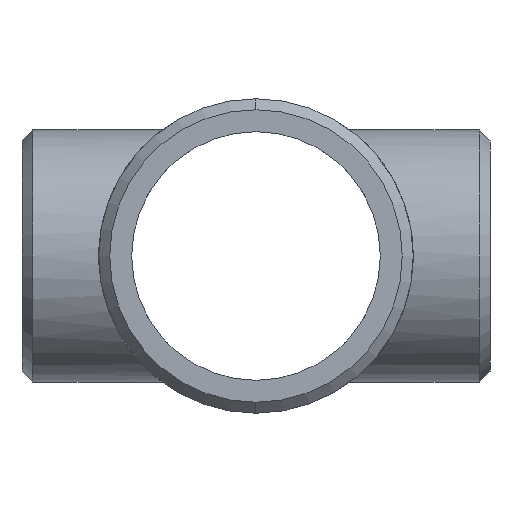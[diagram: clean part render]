
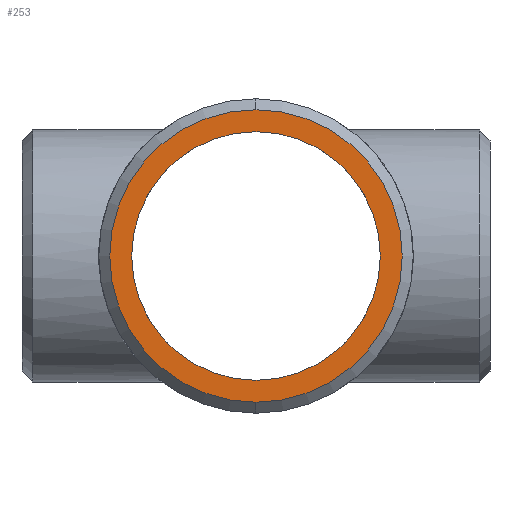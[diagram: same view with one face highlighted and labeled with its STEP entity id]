
A CAD part, left-side view. The second image highlights one B-rep face of the part: STEP entity #253.
In plain terms, the highlighted planar face has unit normal (-1, 0, 0).
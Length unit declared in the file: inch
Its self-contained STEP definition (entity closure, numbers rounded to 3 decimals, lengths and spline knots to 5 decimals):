
#6 = ORIENTED_EDGE ( 'NONE', *, *, #61, .T. ) ;
#8 = PLANE ( 'NONE',  #610 ) ;
#13 = CIRCLE ( 'NONE', #401, 5. ) ;
#39 = EDGE_CURVE ( 'NONE', #624, #66, #13, .T. ) ;
#61 = EDGE_CURVE ( 'NONE', #868, #661, #257, .T. ) ;
#66 = VERTEX_POINT ( 'NONE', #768 ) ;
#77 = CIRCLE ( 'NONE', #1443, 5. ) ;
#97 = EDGE_CURVE ( 'NONE', #661, #868, #1508, .T. ) ;
#170 = CARTESIAN_POINT ( 'NONE',  ( -8.5, 0., 0. ) ) ;
#214 = ORIENTED_EDGE ( 'NONE', *, *, #1464, .T. ) ;
#253 = ADVANCED_FACE ( 'NONE', ( #808, #929 ), #8, .T. ) ;
#257 = CIRCLE ( 'NONE', #461, 4.25 ) ;
#307 = DIRECTION ( 'NONE',  ( 0., 0., 1. ) ) ;
#349 = DIRECTION ( 'NONE',  ( -1., 0., 0. ) ) ;
#356 = DIRECTION ( 'NONE',  ( 0., 0., -1. ) ) ;
#387 = EDGE_LOOP ( 'NONE', ( #1183, #6 ) ) ;
#401 = AXIS2_PLACEMENT_3D ( 'NONE', #1129, #912, #1462 ) ;
#439 = CARTESIAN_POINT ( 'NONE',  ( -8.5, 0., 0. ) ) ;
#461 = AXIS2_PLACEMENT_3D ( 'NONE', #1377, #1042, #307 ) ;
#478 = CARTESIAN_POINT ( 'NONE',  ( -8.5, 0., 0. ) ) ;
#510 = DIRECTION ( 'NONE',  ( -1., 0., 0. ) ) ;
#525 = DIRECTION ( 'NONE',  ( 0., 0., 1. ) ) ;
#610 = AXIS2_PLACEMENT_3D ( 'NONE', #478, #349, #356 ) ;
#624 = VERTEX_POINT ( 'NONE', #1333 ) ;
#661 = VERTEX_POINT ( 'NONE', #1198 ) ;
#768 = CARTESIAN_POINT ( 'NONE',  ( -8.5, 0., -5. ) ) ;
#808 = FACE_OUTER_BOUND ( 'NONE', #1452, .T. ) ;
#838 = AXIS2_PLACEMENT_3D ( 'NONE', #439, #1244, #1138 ) ;
#868 = VERTEX_POINT ( 'NONE', #1144 ) ;
#912 = DIRECTION ( 'NONE',  ( -1., 0., 0. ) ) ;
#929 = FACE_BOUND ( 'NONE', #387, .T. ) ;
#993 = ORIENTED_EDGE ( 'NONE', *, *, #39, .T. ) ;
#1042 = DIRECTION ( 'NONE',  ( 1., 0., 0. ) ) ;
#1129 = CARTESIAN_POINT ( 'NONE',  ( -8.5, 0., 0. ) ) ;
#1138 = DIRECTION ( 'NONE',  ( 0., 0., 1. ) ) ;
#1144 = CARTESIAN_POINT ( 'NONE',  ( -8.5, 0., -4.25 ) ) ;
#1183 = ORIENTED_EDGE ( 'NONE', *, *, #97, .T. ) ;
#1198 = CARTESIAN_POINT ( 'NONE',  ( -8.5, 0., 4.25 ) ) ;
#1244 = DIRECTION ( 'NONE',  ( 1., 0., 0. ) ) ;
#1333 = CARTESIAN_POINT ( 'NONE',  ( -8.5, 0., 5. ) ) ;
#1377 = CARTESIAN_POINT ( 'NONE',  ( -8.5, 0., 0. ) ) ;
#1443 = AXIS2_PLACEMENT_3D ( 'NONE', #170, #510, #525 ) ;
#1452 = EDGE_LOOP ( 'NONE', ( #214, #993 ) ) ;
#1462 = DIRECTION ( 'NONE',  ( 0., 0., 1. ) ) ;
#1464 = EDGE_CURVE ( 'NONE', #66, #624, #77, .T. ) ;
#1508 = CIRCLE ( 'NONE', #838, 4.25 ) ;
